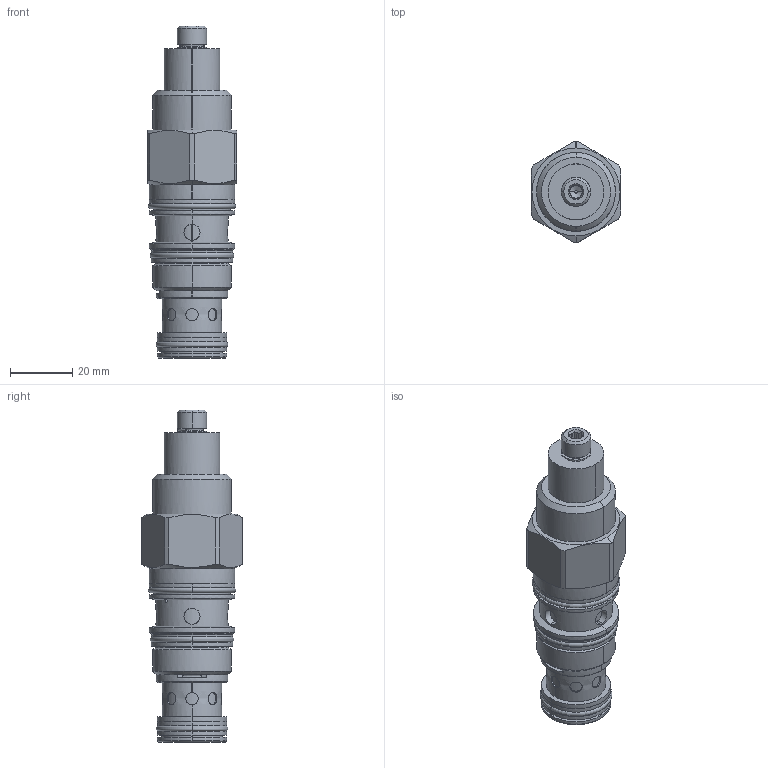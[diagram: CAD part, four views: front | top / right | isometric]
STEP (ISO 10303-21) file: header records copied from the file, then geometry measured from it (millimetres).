
FILE_DESCRIPTION((''),'2;1');
FILE_NAME('DPCCLAN_SW_PRT','2019-02-04T',('charlief'),(''),'PRO/ENGINEER BY PARAMETRIC TECHNOLOGY CORPORATION, 2016010','PRO/ENGINEER BY PARAMETRIC TECHNOLOGY CORPORATION, 2016010','');
FILE_SCHEMA(('CONFIG_CONTROL_DESIGN'));
Products named in the file (1): DPCCLAN_SW_PRT
Bounding box: 28.57 x 32.21 x 106.35 mm (x, y, z)
Surface area: 16864.6 mm2 (no closed solid volume)
Topology: 0 solids, 0 shells, 251 faces, 1202 edges, 1187 vertices
Faces by surface type: bspline 225, torus 26
Entity records: 60024 total; most frequent: CARTESIAN_POINT 49591, DIRECTION 1650, TRIMMED_CURVE 1322, DEFINITIONAL_REPRESENTATION 1172, PCURVE 1172, COMPOSITE_CURVE_SEGMENT 1172, VECTOR 1046, LINE 1046
